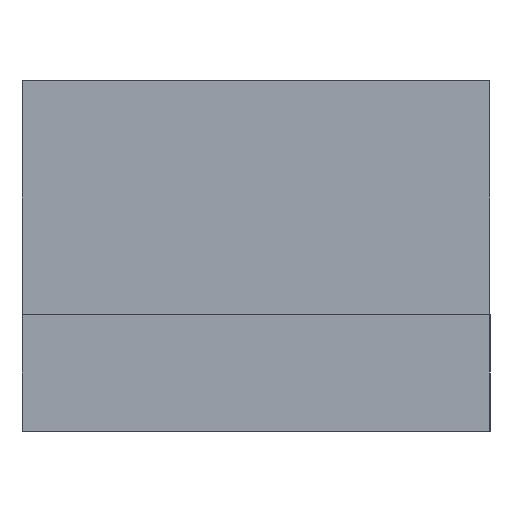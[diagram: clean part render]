
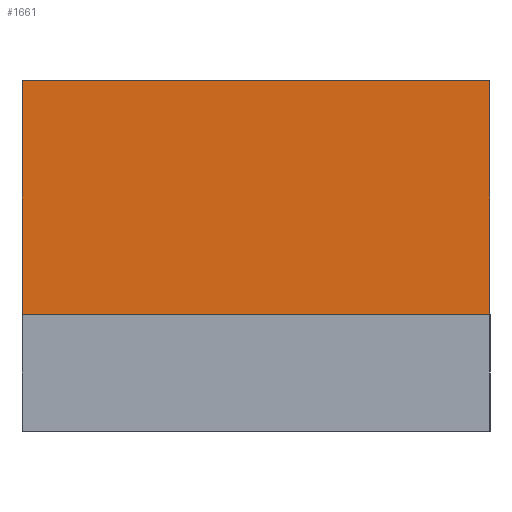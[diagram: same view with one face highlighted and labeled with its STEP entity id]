
A CAD part, left-side view. The second image highlights one B-rep face of the part: STEP entity #1661.
In plain terms, the highlighted planar face has unit normal (-1, 0, 0).
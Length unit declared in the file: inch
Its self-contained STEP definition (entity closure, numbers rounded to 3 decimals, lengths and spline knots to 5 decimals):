
#11 = VERTEX_POINT ( 'NONE', #1405 ) ;
#39 = ORIENTED_EDGE ( 'NONE', *, *, #1478, .F. ) ;
#96 = VECTOR ( 'NONE', #1350, 39.37008 ) ;
#134 = LINE ( 'NONE', #1654, #2079 ) ;
#192 = CARTESIAN_POINT ( 'NONE',  ( 1.77165, 0., 1.1811 ) ) ;
#248 = VECTOR ( 'NONE', #1735, 39.37008 ) ;
#255 = VERTEX_POINT ( 'NONE', #1114 ) ;
#256 = AXIS2_PLACEMENT_3D ( 'NONE', #695, #1420, #1811 ) ;
#262 = VERTEX_POINT ( 'NONE', #391 ) ;
#391 = CARTESIAN_POINT ( 'NONE',  ( 1.77165, 1.5748, 1.1811 ) ) ;
#606 = CARTESIAN_POINT ( 'NONE',  ( 1.77165, 0., 0. ) ) ;
#617 = VERTEX_POINT ( 'NONE', #2123 ) ;
#695 = CARTESIAN_POINT ( 'NONE',  ( 1.77165, 0., 0.3937 ) ) ;
#710 = DIRECTION ( 'NONE',  ( 0., 1., 0. ) ) ;
#903 = PLANE ( 'NONE',  #256 ) ;
#939 = LINE ( 'NONE', #192, #248 ) ;
#973 = ORIENTED_EDGE ( 'NONE', *, *, #2461, .F. ) ;
#974 = VECTOR ( 'NONE', #710, 39.37008 ) ;
#976 = ORIENTED_EDGE ( 'NONE', *, *, #1094, .F. ) ;
#1094 = EDGE_CURVE ( 'NONE', #262, #255, #939, .T. ) ;
#1098 = CARTESIAN_POINT ( 'NONE',  ( 1.77165, 0.7874, 0.3937 ) ) ;
#1114 = CARTESIAN_POINT ( 'NONE',  ( 1.77165, 0., 1.1811 ) ) ;
#1350 = DIRECTION ( 'NONE',  ( 0., 0., -1. ) ) ;
#1405 = CARTESIAN_POINT ( 'NONE',  ( 1.77165, 0., 0.3937 ) ) ;
#1420 = DIRECTION ( 'NONE',  ( -1., 0., 0. ) ) ;
#1452 = EDGE_LOOP ( 'NONE', ( #976, #39, #973, #1776 ) ) ;
#1478 = EDGE_CURVE ( 'NONE', #617, #262, #134, .T. ) ;
#1633 = FACE_OUTER_BOUND ( 'NONE', #1452, .T. ) ;
#1654 = CARTESIAN_POINT ( 'NONE',  ( 1.77165, 1.5748, 0. ) ) ;
#1661 = ADVANCED_FACE ( 'NONE', ( #1633 ), #903, .T. ) ;
#1735 = DIRECTION ( 'NONE',  ( 0., -1., 0. ) ) ;
#1776 = ORIENTED_EDGE ( 'NONE', *, *, #2448, .F. ) ;
#1811 = DIRECTION ( 'NONE',  ( 0., 0., 1. ) ) ;
#2035 = DIRECTION ( 'NONE',  ( 0., 0., 1. ) ) ;
#2079 = VECTOR ( 'NONE', #2035, 39.37008 ) ;
#2110 = LINE ( 'NONE', #606, #96 ) ;
#2123 = CARTESIAN_POINT ( 'NONE',  ( 1.77165, 1.5748, 0.3937 ) ) ;
#2232 = LINE ( 'NONE', #1098, #974 ) ;
#2448 = EDGE_CURVE ( 'NONE', #255, #11, #2110, .T. ) ;
#2461 = EDGE_CURVE ( 'NONE', #11, #617, #2232, .T. ) ;
